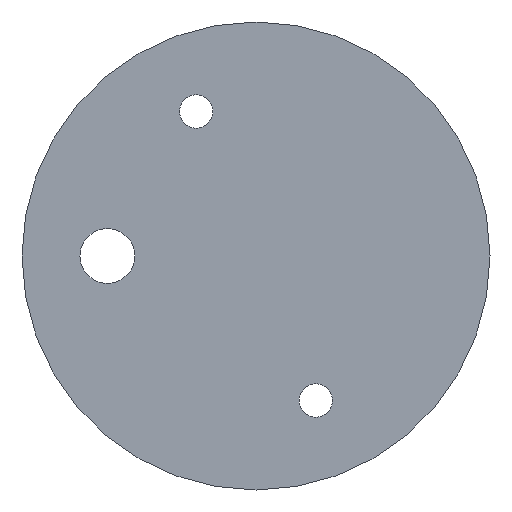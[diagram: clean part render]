
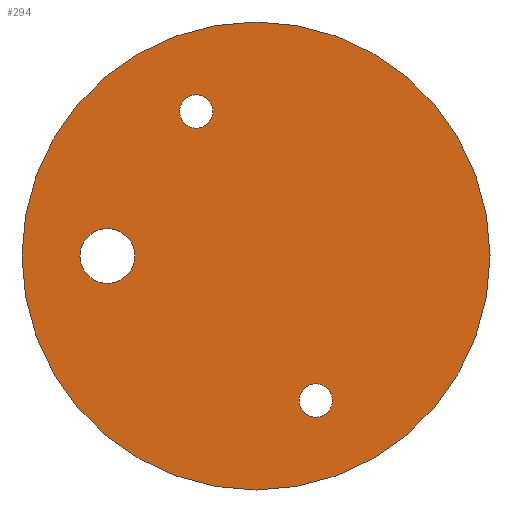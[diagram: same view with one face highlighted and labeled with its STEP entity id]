
A CAD part, front view. The second image highlights one B-rep face of the part: STEP entity #294.
In plain terms, the highlighted planar face has unit normal (0, -1, 0).
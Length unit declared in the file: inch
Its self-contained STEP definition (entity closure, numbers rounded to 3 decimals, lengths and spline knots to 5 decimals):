
#1 = DIRECTION ( 'NONE',  ( -1., 0., 0. ) ) ;
#6 = VERTEX_POINT ( 'NONE', #464 ) ;
#9 = EDGE_CURVE ( 'NONE', #352, #370, #515, .T. ) ;
#15 = EDGE_CURVE ( 'NONE', #6, #391, #215, .T. ) ;
#16 = CARTESIAN_POINT ( 'NONE',  ( 1.87, 0., 0. ) ) ;
#24 = CARTESIAN_POINT ( 'NONE',  ( -0.47835, 0., 1.15485 ) ) ;
#27 = CARTESIAN_POINT ( 'NONE',  ( 0.47835, 0., -1.28785 ) ) ;
#42 = DIRECTION ( 'NONE',  ( 0., 1., 0. ) ) ;
#44 = ORIENTED_EDGE ( 'NONE', *, *, #575, .F. ) ;
#50 = DIRECTION ( 'NONE',  ( 0., 1., 0. ) ) ;
#52 = DIRECTION ( 'NONE',  ( 0., 1., 0. ) ) ;
#61 = EDGE_LOOP ( 'NONE', ( #44, #354 ) ) ;
#69 = CARTESIAN_POINT ( 'NONE',  ( -1.87, 0., 0. ) ) ;
#70 = DIRECTION ( 'NONE',  ( 0., 0., 1. ) ) ;
#95 = EDGE_CURVE ( 'NONE', #109, #115, #389, .T. ) ;
#99 = CIRCLE ( 'NONE', #153, 0.133 ) ;
#103 = ORIENTED_EDGE ( 'NONE', *, *, #15, .T. ) ;
#105 = EDGE_CURVE ( 'NONE', #164, #132, #452, .T. ) ;
#106 = DIRECTION ( 'NONE',  ( 0., 0., 1. ) ) ;
#109 = VERTEX_POINT ( 'NONE', #602 ) ;
#115 = VERTEX_POINT ( 'NONE', #435 ) ;
#116 = DIRECTION ( 'NONE',  ( 0., 1., 0. ) ) ;
#119 = EDGE_CURVE ( 'NONE', #115, #109, #439, .T. ) ;
#125 = AXIS2_PLACEMENT_3D ( 'NONE', #501, #360, #70 ) ;
#132 = VERTEX_POINT ( 'NONE', #69 ) ;
#150 = AXIS2_PLACEMENT_3D ( 'NONE', #523, #42, #286 ) ;
#153 = AXIS2_PLACEMENT_3D ( 'NONE', #24, #585, #165 ) ;
#163 = AXIS2_PLACEMENT_3D ( 'NONE', #472, #567, #242 ) ;
#164 = VERTEX_POINT ( 'NONE', #16 ) ;
#165 = DIRECTION ( 'NONE',  ( 0., 0., 1. ) ) ;
#171 = PLANE ( 'NONE',  #569 ) ;
#196 = CARTESIAN_POINT ( 'NONE',  ( -1.188, 0., 0. ) ) ;
#205 = ORIENTED_EDGE ( 'NONE', *, *, #9, .T. ) ;
#214 = FACE_OUTER_BOUND ( 'NONE', #61, .T. ) ;
#215 = CIRCLE ( 'NONE', #163, 0.133 ) ;
#223 = CARTESIAN_POINT ( 'NONE',  ( 0., 0., 0. ) ) ;
#238 = CIRCLE ( 'NONE', #313, 1.87 ) ;
#242 = DIRECTION ( 'NONE',  ( 0., 0., 1. ) ) ;
#247 = ORIENTED_EDGE ( 'NONE', *, *, #95, .T. ) ;
#286 = DIRECTION ( 'NONE',  ( 0., 0., 1. ) ) ;
#289 = CIRCLE ( 'NONE', #125, 0.133 ) ;
#294 = ADVANCED_FACE ( 'NONE', ( #490, #409, #497, #214 ), #171, .F. ) ;
#306 = CARTESIAN_POINT ( 'NONE',  ( 0., 0., 0. ) ) ;
#313 = AXIS2_PLACEMENT_3D ( 'NONE', #510, #52, #1 ) ;
#314 = EDGE_CURVE ( 'NONE', #370, #352, #289, .T. ) ;
#327 = AXIS2_PLACEMENT_3D ( 'NONE', #223, #416, #469 ) ;
#331 = EDGE_CURVE ( 'NONE', #391, #6, #99, .T. ) ;
#345 = ORIENTED_EDGE ( 'NONE', *, *, #119, .T. ) ;
#352 = VERTEX_POINT ( 'NONE', #27 ) ;
#354 = ORIENTED_EDGE ( 'NONE', *, *, #105, .F. ) ;
#357 = AXIS2_PLACEMENT_3D ( 'NONE', #421, #50, #458 ) ;
#360 = DIRECTION ( 'NONE',  ( 0., 1., 0. ) ) ;
#362 = DIRECTION ( 'NONE',  ( 0., 1., 0. ) ) ;
#370 = VERTEX_POINT ( 'NONE', #411 ) ;
#389 = CIRCLE ( 'NONE', #357, 0.219 ) ;
#391 = VERTEX_POINT ( 'NONE', #568 ) ;
#407 = DIRECTION ( 'NONE',  ( -1., 0., 0. ) ) ;
#409 = FACE_BOUND ( 'NONE', #460, .T. ) ;
#411 = CARTESIAN_POINT ( 'NONE',  ( 0.47835, 0., -1.02185 ) ) ;
#416 = DIRECTION ( 'NONE',  ( 0., 1., 0. ) ) ;
#421 = CARTESIAN_POINT ( 'NONE',  ( -1.188, 0., 0. ) ) ;
#435 = CARTESIAN_POINT ( 'NONE',  ( -1.188, 0., 0.219 ) ) ;
#439 = CIRCLE ( 'NONE', #573, 0.219 ) ;
#440 = ORIENTED_EDGE ( 'NONE', *, *, #314, .T. ) ;
#452 = CIRCLE ( 'NONE', #327, 1.87 ) ;
#458 = DIRECTION ( 'NONE',  ( 0., 0., 1. ) ) ;
#460 = EDGE_LOOP ( 'NONE', ( #103, #562 ) ) ;
#464 = CARTESIAN_POINT ( 'NONE',  ( -0.47835, 0., 1.28785 ) ) ;
#469 = DIRECTION ( 'NONE',  ( -1., 0., 0. ) ) ;
#472 = CARTESIAN_POINT ( 'NONE',  ( -0.47835, 0., 1.15485 ) ) ;
#490 = FACE_BOUND ( 'NONE', #607, .T. ) ;
#497 = FACE_BOUND ( 'NONE', #581, .T. ) ;
#501 = CARTESIAN_POINT ( 'NONE',  ( 0.47835, 0., -1.15485 ) ) ;
#510 = CARTESIAN_POINT ( 'NONE',  ( 0., 0., 0. ) ) ;
#515 = CIRCLE ( 'NONE', #150, 0.133 ) ;
#523 = CARTESIAN_POINT ( 'NONE',  ( 0.47835, 0., -1.15485 ) ) ;
#562 = ORIENTED_EDGE ( 'NONE', *, *, #331, .T. ) ;
#567 = DIRECTION ( 'NONE',  ( 0., 1., 0. ) ) ;
#568 = CARTESIAN_POINT ( 'NONE',  ( -0.47835, 0., 1.02185 ) ) ;
#569 = AXIS2_PLACEMENT_3D ( 'NONE', #306, #362, #407 ) ;
#573 = AXIS2_PLACEMENT_3D ( 'NONE', #196, #116, #106 ) ;
#575 = EDGE_CURVE ( 'NONE', #132, #164, #238, .T. ) ;
#581 = EDGE_LOOP ( 'NONE', ( #345, #247 ) ) ;
#585 = DIRECTION ( 'NONE',  ( 0., 1., 0. ) ) ;
#602 = CARTESIAN_POINT ( 'NONE',  ( -1.188, 0., -0.219 ) ) ;
#607 = EDGE_LOOP ( 'NONE', ( #440, #205 ) ) ;
